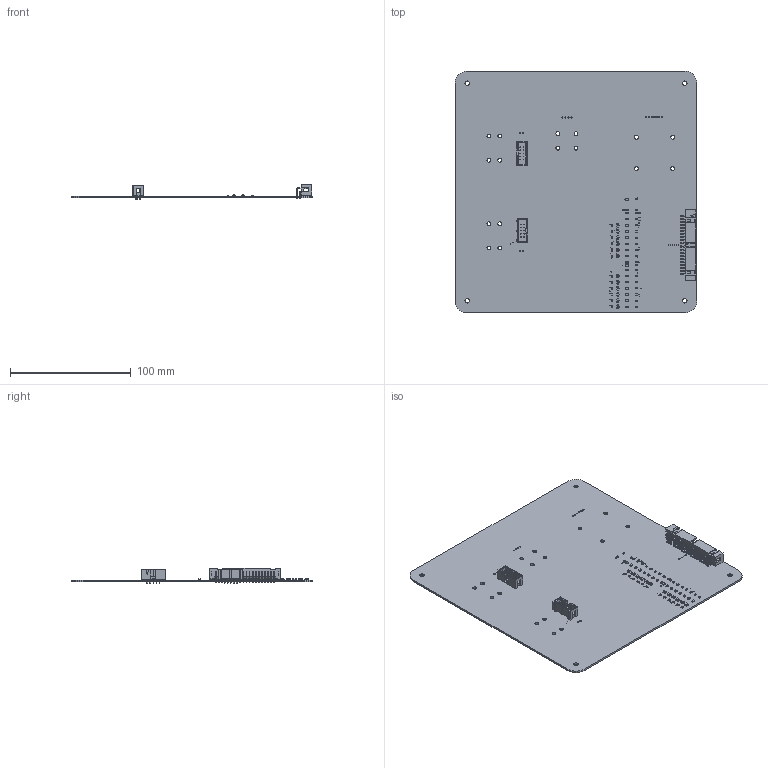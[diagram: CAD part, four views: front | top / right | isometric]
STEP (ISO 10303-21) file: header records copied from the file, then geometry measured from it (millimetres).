
FILE_DESCRIPTION(/* description */ (''),/* implementation_level */ '2;1');
FILE_NAME(/* name */ 'MOTOR SIDE PCB.step',/* time_stamp */ '2022-07-09T19:49:11-07:00',/* author */ (''),/* organization */ (''),/* preprocessor_version */ 'ST-DEVELOPER v19',/* originating_system */ 'Autodesk Translation Framework v11.7.0.108',/* authorisation */ '');
FILE_SCHEMA (('AUTOMOTIVE_DESIGN { 1 0 10303 214 3 1 1 }'));
Length unit declared in the file: millimetre
Products named in the file (8): MOTOR SIDE PCB; Board; Packages; TE_3-1761605-3; TE_2-1761603-3; CHIP-LED0805; R0603; SUPER-SOT3
Assembly tree (67 placements, depth 3):
  MOTOR SIDE PCB
    Board
    Packages
      TE_3-1761605-3
      TE_2-1761603-3  x2
      CHIP-LED0805  x19
      R0603  x31
      SUPER-SOT3  x12
Bounding box: 200 x 200 x 12.43 mm (x, y, z)
Volume: 66381.3 mm3; surface area: 89129 mm2
Topology: 66 solids, 66 shells, 3846 faces, 8831 edges, 5302 vertices
Faces by surface type: plane 2127, cylinder 1213, sphere 506
Full cylindrical faces by diameter (mm): 0.35 x58, 0.635 x20, 0.66 x20, 0.89 x60, 1.016 x14, 3.2 x16, 3.6 x4
Entity records: 31210 total; most frequent: DIRECTION 5246, CARTESIAN_POINT 5240, ORIENTED_EDGE 5056, EDGE_CURVE 2528, LINE 1914, VECTOR 1914, AXIS2_PLACEMENT_3D 1666, VERTEX_POINT 1660
